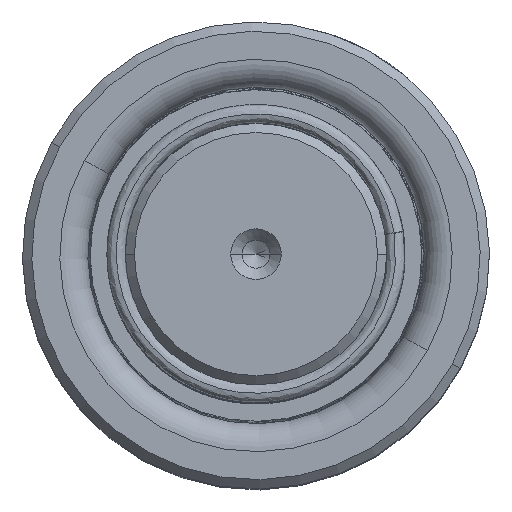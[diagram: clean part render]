
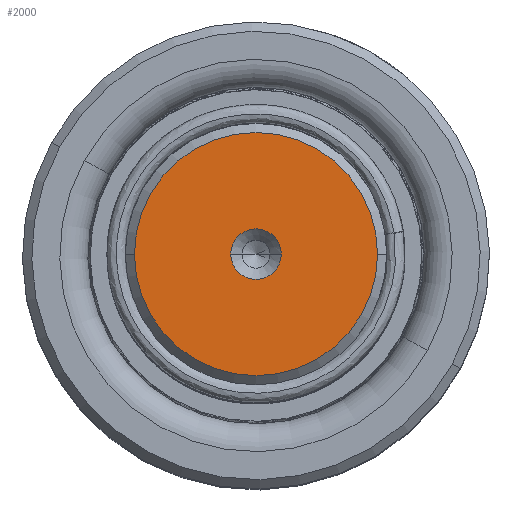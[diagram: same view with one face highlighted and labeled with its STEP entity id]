
A CAD part, top view. The second image highlights one B-rep face of the part: STEP entity #2000.
In plain terms, the highlighted planar face has unit normal (0, 0, 1).
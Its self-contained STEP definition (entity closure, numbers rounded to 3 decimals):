
#411 = DIRECTION ( 'NONE',  ( 0., 0., 1. ) ) ;
#2000 = ADVANCED_FACE ( 'NONE', ( #23913, #24553 ), #22903, .T. ) ;
#2330 = AXIS2_PLACEMENT_3D ( 'NONE', #38137, #7505, #41800 ) ;
#2553 = ORIENTED_EDGE ( 'NONE', *, *, #25127, .T. ) ;
#6294 = VERTEX_POINT ( 'NONE', #45267 ) ;
#6333 = ORIENTED_EDGE ( 'NONE', *, *, #41214, .T. ) ;
#7505 = DIRECTION ( 'NONE',  ( 0., 0., 1. ) ) ;
#11665 = EDGE_LOOP ( 'NONE', ( #30720, #28160 ) ) ;
#14627 = CARTESIAN_POINT ( 'NONE',  ( 13.011, 0., 150. ) ) ;
#15292 = DIRECTION ( 'NONE',  ( 0., 0., 1. ) ) ;
#16543 = AXIS2_PLACEMENT_3D ( 'NONE', #43888, #44379, #47852 ) ;
#19298 = CARTESIAN_POINT ( 'NONE',  ( 0., 0., 150. ) ) ;
#19599 = CARTESIAN_POINT ( 'NONE',  ( 0., 0., 150. ) ) ;
#19837 = CIRCLE ( 'NONE', #30213, 13.011 ) ;
#21440 = CIRCLE ( 'NONE', #33720, 13.011 ) ;
#22903 = PLANE ( 'NONE',  #37561 ) ;
#23913 = FACE_BOUND ( 'NONE', #11665, .T. ) ;
#24054 = VERTEX_POINT ( 'NONE', #29281 ) ;
#24553 = FACE_OUTER_BOUND ( 'NONE', #37792, .T. ) ;
#25127 = EDGE_CURVE ( 'NONE', #36728, #24054, #21440, .T. ) ;
#25595 = DIRECTION ( 'NONE',  ( 0., 0., 1. ) ) ;
#25796 = CIRCLE ( 'NONE', #16543, 2.7 ) ;
#28160 = ORIENTED_EDGE ( 'NONE', *, *, #34450, .F. ) ;
#29231 = CARTESIAN_POINT ( 'NONE',  ( 0., 0., 150. ) ) ;
#29281 = CARTESIAN_POINT ( 'NONE',  ( -13.011, 0., 150. ) ) ;
#30213 = AXIS2_PLACEMENT_3D ( 'NONE', #29231, #25595, #40360 ) ;
#30485 = DIRECTION ( 'NONE',  ( 1., 0., 0. ) ) ;
#30720 = ORIENTED_EDGE ( 'NONE', *, *, #41446, .F. ) ;
#33720 = AXIS2_PLACEMENT_3D ( 'NONE', #19298, #411, #45293 ) ;
#34450 = EDGE_CURVE ( 'NONE', #41316, #6294, #25796, .T. ) ;
#36400 = CIRCLE ( 'NONE', #2330, 2.7 ) ;
#36728 = VERTEX_POINT ( 'NONE', #14627 ) ;
#37561 = AXIS2_PLACEMENT_3D ( 'NONE', #19599, #15292, #30485 ) ;
#37792 = EDGE_LOOP ( 'NONE', ( #6333, #2553 ) ) ;
#38137 = CARTESIAN_POINT ( 'NONE',  ( 0., 0., 150. ) ) ;
#40360 = DIRECTION ( 'NONE',  ( 1., 0., 0. ) ) ;
#41214 = EDGE_CURVE ( 'NONE', #24054, #36728, #19837, .T. ) ;
#41316 = VERTEX_POINT ( 'NONE', #47633 ) ;
#41446 = EDGE_CURVE ( 'NONE', #6294, #41316, #36400, .T. ) ;
#41800 = DIRECTION ( 'NONE',  ( 1., 0., 0. ) ) ;
#43888 = CARTESIAN_POINT ( 'NONE',  ( 0., 0., 150. ) ) ;
#44379 = DIRECTION ( 'NONE',  ( 0., 0., 1. ) ) ;
#45267 = CARTESIAN_POINT ( 'NONE',  ( 2.7, 0., 150. ) ) ;
#45293 = DIRECTION ( 'NONE',  ( 1., 0., 0. ) ) ;
#47633 = CARTESIAN_POINT ( 'NONE',  ( -2.7, 0., 150. ) ) ;
#47852 = DIRECTION ( 'NONE',  ( 1., 0., 0. ) ) ;
